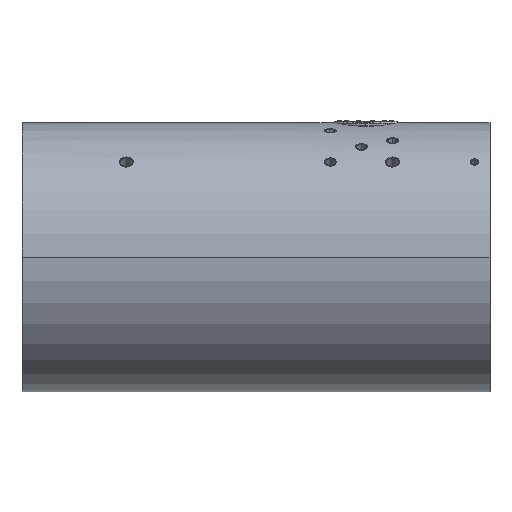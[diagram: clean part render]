
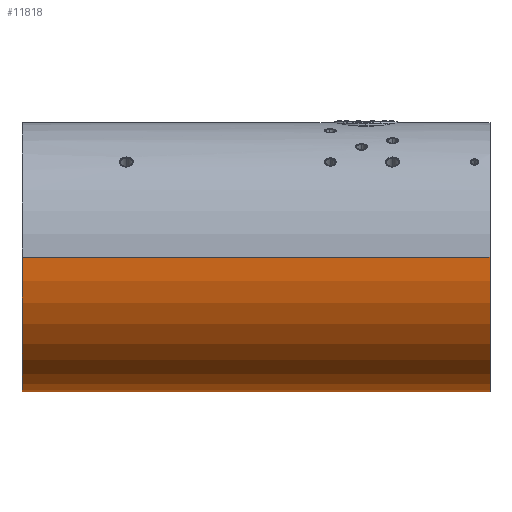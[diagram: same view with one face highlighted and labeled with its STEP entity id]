
A CAD part, left-side view. The second image highlights one B-rep face of the part: STEP entity #11818.
In plain terms, the highlighted cylindrical face has radius 650 mm (diameter 1300 mm), a partial arc.
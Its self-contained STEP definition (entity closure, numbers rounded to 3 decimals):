
#262 = CARTESIAN_POINT ( 'NONE',  ( -650., 1155., 0. ) ) ;
#394 = DIRECTION ( 'NONE',  ( 0., 1., 0. ) ) ;
#476 = DIRECTION ( 'NONE',  ( 0., 1., 0. ) ) ;
#1166 = LINE ( 'NONE', #19689, #9660 ) ;
#1536 = EDGE_CURVE ( 'NONE', #15352, #9665, #27632, .T. ) ;
#4492 = LINE ( 'NONE', #25700, #26999 ) ;
#6937 = CARTESIAN_POINT ( 'NONE',  ( -650., -1105., 0. ) ) ;
#7229 = ORIENTED_EDGE ( 'NONE', *, *, #16762, .F. ) ;
#7429 = DIRECTION ( 'NONE',  ( -1., 0., 0. ) ) ;
#7495 = DIRECTION ( 'NONE',  ( 0., 1., 0. ) ) ;
#7997 = DIRECTION ( 'NONE',  ( 0., 1., 0. ) ) ;
#9660 = VECTOR ( 'NONE', #7495, 1000. ) ;
#9665 = VERTEX_POINT ( 'NONE', #6937 ) ;
#9898 = FACE_OUTER_BOUND ( 'NONE', #25431, .T. ) ;
#11818 = ADVANCED_FACE ( 'NONE', ( #9898 ), #24469, .T. ) ;
#12856 = ORIENTED_EDGE ( 'NONE', *, *, #14047, .F. ) ;
#14047 = EDGE_CURVE ( 'NONE', #25624, #28288, #24044, .T. ) ;
#14159 = AXIS2_PLACEMENT_3D ( 'NONE', #26817, #476, #29230 ) ;
#15352 = VERTEX_POINT ( 'NONE', #18703 ) ;
#16195 = DIRECTION ( 'NONE',  ( 0., 1., 0. ) ) ;
#16762 = EDGE_CURVE ( 'NONE', #15352, #25624, #4492, .T. ) ;
#16906 = ORIENTED_EDGE ( 'NONE', *, *, #23901, .T. ) ;
#18703 = CARTESIAN_POINT ( 'NONE',  ( 650., -1105., 0. ) ) ;
#19689 = CARTESIAN_POINT ( 'NONE',  ( -650., 1105., 0. ) ) ;
#22359 = CARTESIAN_POINT ( 'NONE',  ( 0., 1105., 0. ) ) ;
#22706 = AXIS2_PLACEMENT_3D ( 'NONE', #22359, #7997, #27083 ) ;
#23064 = ORIENTED_EDGE ( 'NONE', *, *, #1536, .T. ) ;
#23482 = CARTESIAN_POINT ( 'NONE',  ( 650., 1155., 0. ) ) ;
#23901 = EDGE_CURVE ( 'NONE', #9665, #28288, #1166, .T. ) ;
#24044 = CIRCLE ( 'NONE', #14159, 650. ) ;
#24469 = CYLINDRICAL_SURFACE ( 'NONE', #22706, 650. ) ;
#25431 = EDGE_LOOP ( 'NONE', ( #7229, #23064, #16906, #12856 ) ) ;
#25624 = VERTEX_POINT ( 'NONE', #23482 ) ;
#25700 = CARTESIAN_POINT ( 'NONE',  ( 650., 1105., 0. ) ) ;
#26018 = AXIS2_PLACEMENT_3D ( 'NONE', #26733, #394, #7429 ) ;
#26733 = CARTESIAN_POINT ( 'NONE',  ( 0., -1105., 0. ) ) ;
#26817 = CARTESIAN_POINT ( 'NONE',  ( 0., 1155., 0. ) ) ;
#26999 = VECTOR ( 'NONE', #16195, 1000. ) ;
#27083 = DIRECTION ( 'NONE',  ( -1., 0., 0. ) ) ;
#27632 = CIRCLE ( 'NONE', #26018, 650. ) ;
#28288 = VERTEX_POINT ( 'NONE', #262 ) ;
#29230 = DIRECTION ( 'NONE',  ( -1., 0., 0. ) ) ;
